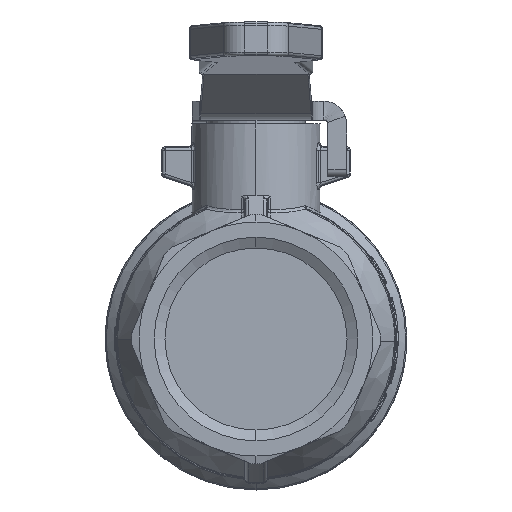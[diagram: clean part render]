
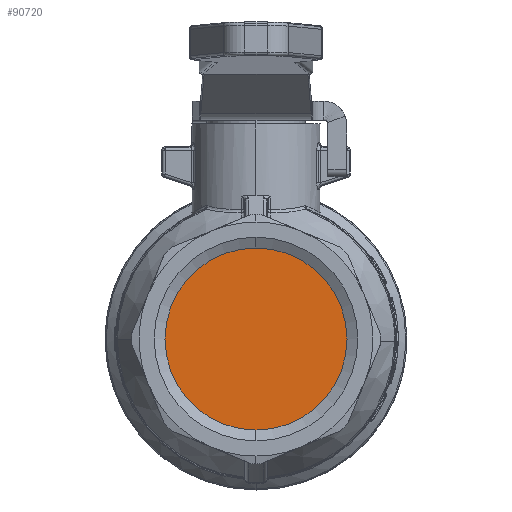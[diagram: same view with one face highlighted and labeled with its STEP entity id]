
A CAD part, left-side view. The second image highlights one B-rep face of the part: STEP entity #90720.
In plain terms, the highlighted planar face has unit normal (-1, 0, 0).
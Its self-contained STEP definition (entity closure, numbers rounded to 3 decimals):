
#66=CARTESIAN_POINT('',(-17.5,-12.059,0.));
#67=VERTEX_POINT('',#66);
#109=CARTESIAN_POINT('',(-17.5,-0.,-12.059));
#110=VERTEX_POINT('',#109);
#111=CARTESIAN_POINT('',(-17.5,-0.,-0.));
#112=DIRECTION('',(-1.,-0.,-0.));
#113=DIRECTION('',(0.,0.,-1.));
#114=AXIS2_PLACEMENT_3D('',#111,#112,#113);
#115=CIRCLE('',#114,12.059);
#116=EDGE_CURVE('',#110,#67,#115,.T.);
#118=CARTESIAN_POINT('',(-17.5,-0.,-0.));
#119=DIRECTION('',(-1.,-0.,-0.));
#120=DIRECTION('',(0.,0.,-1.));
#121=AXIS2_PLACEMENT_3D('',#118,#119,#120);
#122=CIRCLE('',#121,12.059);
#123=EDGE_CURVE('',#67,#110,#122,.T.);
#90711=CARTESIAN_POINT('',(-17.5,0.,10.779));
#90712=DIRECTION('',(1.,0.,0.));
#90713=DIRECTION('',(0.,1.,0.));
#90714=AXIS2_PLACEMENT_3D('',#90711,#90712,#90713);
#90715=PLANE('',#90714);
#90716=ORIENTED_EDGE('',*,*,#116,.T.);
#90717=ORIENTED_EDGE('',*,*,#123,.T.);
#90718=EDGE_LOOP('',(#90716,#90717));
#90719=FACE_BOUND('',#90718,.T.);
#90720=ADVANCED_FACE('',(#90719),#90715,.F.);
